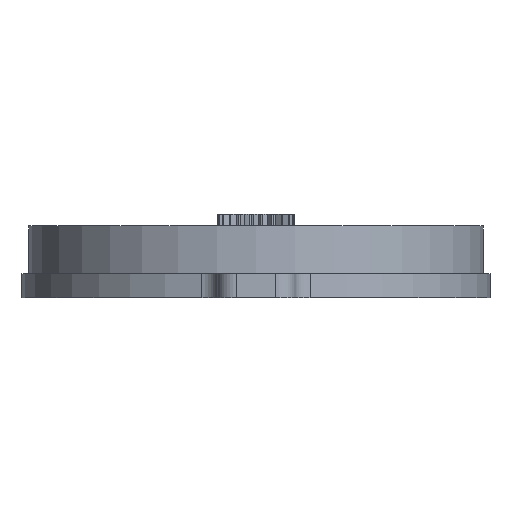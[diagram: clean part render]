
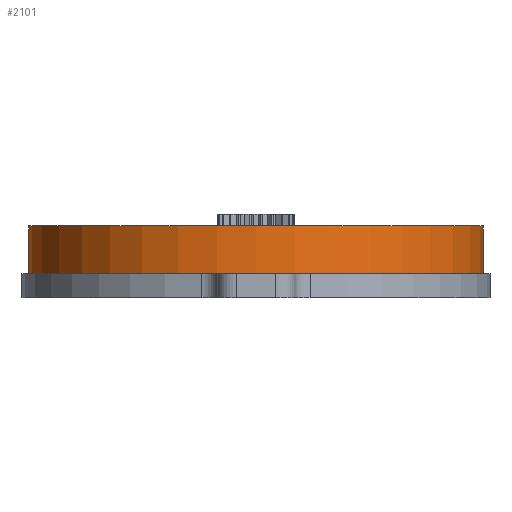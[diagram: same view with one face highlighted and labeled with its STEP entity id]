
A CAD part, front view. The second image highlights one B-rep face of the part: STEP entity #2101.
In plain terms, the highlighted cylindrical face has radius 29.15 mm (diameter 58.3 mm), a full revolution.
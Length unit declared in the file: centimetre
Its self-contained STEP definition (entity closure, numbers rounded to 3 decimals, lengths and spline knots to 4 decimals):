
#166=CIRCLE('',#2242,2.915);
#175=CIRCLE('',#2263,2.915);
#211=CYLINDRICAL_SURFACE('',#2262,2.915);
#410=VERTEX_POINT('',#3254);
#421=VERTEX_POINT('',#3297);
#1102=EDGE_CURVE('',#410,#410,#166,.T.);
#1123=EDGE_CURVE('',#421,#421,#175,.T.);
#1657=ORIENTED_EDGE('',*,*,#1123,.T.);
#1658=ORIENTED_EDGE('',*,*,#1102,.T.);
#1864=EDGE_LOOP('',(#1657));
#1865=EDGE_LOOP('',(#1658));
#1988=FACE_BOUND('',#1864,.T.);
#1989=FACE_BOUND('',#1865,.T.);
#2101=ADVANCED_FACE('',(#1988,#1989),#211,.T.);
#2242=AXIS2_PLACEMENT_3D('',#3253,#2678,#2679);
#2262=AXIS2_PLACEMENT_3D('',#3295,#2726,#2727);
#2263=AXIS2_PLACEMENT_3D('',#3296,#2728,#2729);
#2678=DIRECTION('',(0.,0.,1.));
#2679=DIRECTION('',(2.915,0.,0.));
#2726=DIRECTION('',(0.,0.,1.));
#2727=DIRECTION('',(2.915,0.,0.));
#2728=DIRECTION('',(0.,0.,-1.));
#2729=DIRECTION('',(2.915,0.,0.));
#3253=CARTESIAN_POINT('',(0.,0.,0.));
#3254=CARTESIAN_POINT('',(2.915,0.,0.));
#3295=CARTESIAN_POINT('',(0.,0.,0.));
#3296=CARTESIAN_POINT('',(0.,0.,0.61));
#3297=CARTESIAN_POINT('',(2.915,0.,0.61));
